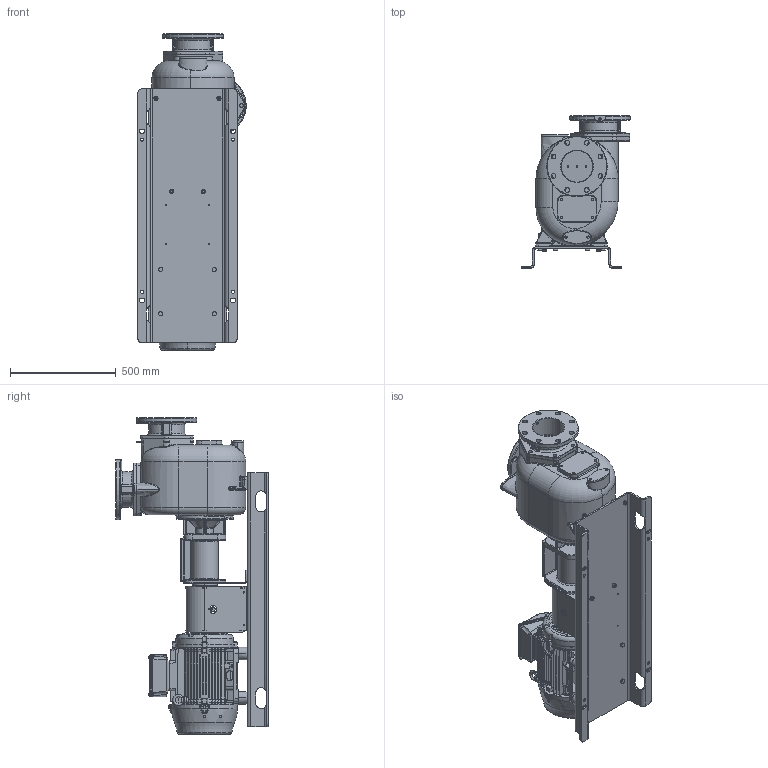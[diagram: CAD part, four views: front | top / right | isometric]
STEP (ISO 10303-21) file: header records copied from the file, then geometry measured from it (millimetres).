
FILE_DESCRIPTION((''),'2;1');
FILE_NAME('S150_B_FIT','2018-03-01T16:23:15',('Nicola'),(''),'CREO PARAMETRIC BY PTC INC, 2017110','CREO PARAMETRIC BY PTC INC, 2017110','');
FILE_SCHEMA(('CONFIG_CONTROL_DESIGN'));
Products named in the file (1): S150_B_FIT
Bounding box: 512.5 x 720 x 1495.35 mm (x, y, z)
Volume: 105211696.7 mm3; surface area: 5268884.9 mm2
Topology: 2 solids, 2 shells, 4226 faces, 11103 edges, 6980 vertices
Faces by surface type: cylinder 1654, plane 1459, bspline 453, cone 426, torus 179, sphere 31, extrusion 12, revolution 12
Entity records: 187495 total; most frequent: CARTESIAN_POINT 85702, ORIENTED_EDGE 22150, DIRECTION 20493, EDGE_CURVE 11075, AXIS2_PLACEMENT_3D 7889, VERTEX_POINT 6980, VECTOR 4703, LINE 4691
